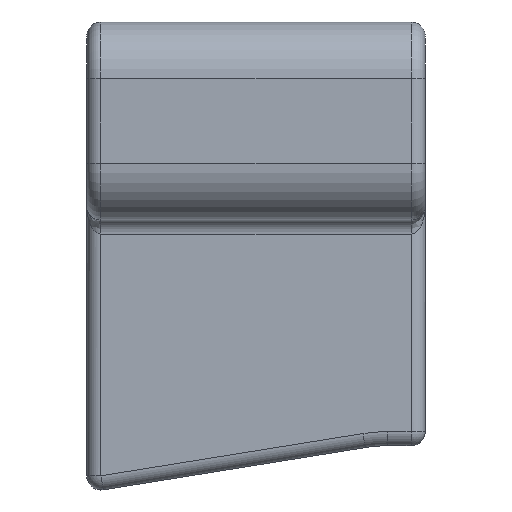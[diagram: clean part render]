
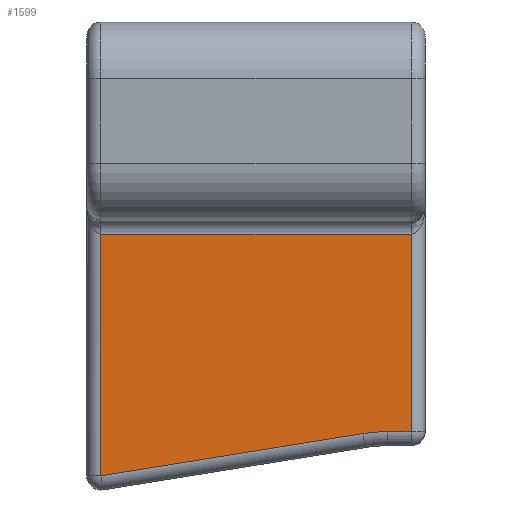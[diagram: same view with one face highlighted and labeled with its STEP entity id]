
A CAD part, front view. The second image highlights one B-rep face of the part: STEP entity #1599.
In plain terms, the highlighted planar face has unit normal (0, -1, 0).
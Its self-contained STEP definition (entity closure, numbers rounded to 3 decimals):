
#47=PLANE('',#1734);
#66=LINE('',#2611,#172);
#68=LINE('',#2645,#174);
#70=LINE('',#2651,#176);
#71=LINE('',#2653,#177);
#72=LINE('',#2656,#178);
#172=VECTOR('',#1983,10.);
#174=VECTOR('',#1993,10.);
#176=VECTOR('',#1999,10.);
#177=VECTOR('',#2000,10.);
#178=VECTOR('',#2003,10.);
#337=FACE_OUTER_BOUND('',#453,.T.);
#453=EDGE_LOOP('',(#1103,#1104,#1105,#1106,#1107,#1108));
#588=CIRCLE('',#1735,2.75);
#707=VERTEX_POINT('',#2603);
#710=VERTEX_POINT('',#2610);
#713=VERTEX_POINT('',#2644);
#715=VERTEX_POINT('',#2650);
#716=VERTEX_POINT('',#2652);
#717=VERTEX_POINT('',#2654);
#844=EDGE_CURVE('',#707,#710,#66,.T.);
#849=EDGE_CURVE('',#710,#713,#68,.T.);
#852=EDGE_CURVE('',#715,#707,#70,.T.);
#853=EDGE_CURVE('',#716,#715,#71,.T.);
#854=EDGE_CURVE('',#717,#716,#588,.T.);
#855=EDGE_CURVE('',#713,#717,#72,.T.);
#1103=ORIENTED_EDGE('',*,*,#844,.F.);
#1104=ORIENTED_EDGE('',*,*,#852,.F.);
#1105=ORIENTED_EDGE('',*,*,#853,.F.);
#1106=ORIENTED_EDGE('',*,*,#854,.F.);
#1107=ORIENTED_EDGE('',*,*,#855,.F.);
#1108=ORIENTED_EDGE('',*,*,#849,.F.);
#1599=ADVANCED_FACE('',(#337),#47,.F.);
#1734=AXIS2_PLACEMENT_3D('',#2649,#1997,#1998);
#1735=AXIS2_PLACEMENT_3D('',#2655,#2001,#2002);
#1983=DIRECTION('',(1.,0.,0.));
#1993=DIRECTION('',(0.,0.,-1.));
#1997=DIRECTION('center_axis',(0.,1.,0.));
#1998=DIRECTION('ref_axis',(0.,0.,1.));
#1999=DIRECTION('',(0.,0.,1.));
#2000=DIRECTION('',(-0.987,0.,-0.159));
#2001=DIRECTION('center_axis',(0.,-1.,0.));
#2002=DIRECTION('ref_axis',(-0.08,0.,0.997));
#2003=DIRECTION('',(-1.,0.,0.));
#2603=CARTESIAN_POINT('',(-50.119,60.37,7.25));
#2610=CARTESIAN_POINT('',(-44.636,60.37,7.25));
#2611=CARTESIAN_POINT('',(-45.865,60.37,7.25));
#2644=CARTESIAN_POINT('',(-44.636,60.37,3.758));
#2645=CARTESIAN_POINT('',(-44.636,60.37,9.125));
#2649=CARTESIAN_POINT('Origin',(-44.25,60.37,6.75));
#2650=CARTESIAN_POINT('',(-50.119,60.37,2.976));
#2651=CARTESIAN_POINT('',(-50.119,60.37,9.125));
#2652=CARTESIAN_POINT('',(-45.486,60.37,3.723));
#2653=CARTESIAN_POINT('',(-50.802,60.37,2.866));
#2654=CARTESIAN_POINT('',(-45.049,60.37,3.758));
#2655=CARTESIAN_POINT('Origin',(-45.049,60.37,1.008));
#2656=CARTESIAN_POINT('',(-42.873,60.37,3.758));
